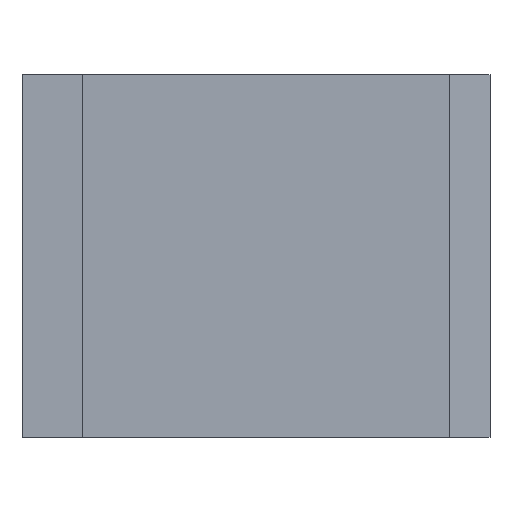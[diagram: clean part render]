
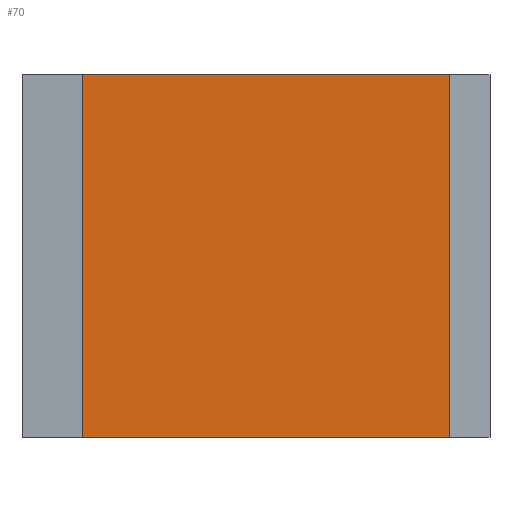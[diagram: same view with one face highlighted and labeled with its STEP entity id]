
A CAD part, left-side view. The second image highlights one B-rep face of the part: STEP entity #70.
In plain terms, the highlighted planar face has unit normal (-1, 0, 0).
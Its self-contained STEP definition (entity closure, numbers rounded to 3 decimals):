
#70 = ADVANCED_FACE( '', ( #145 ), #146, .F. );
#145 = FACE_OUTER_BOUND( '', #222, .T. );
#146 = PLANE( '', #223 );
#222 = EDGE_LOOP( '', ( #372, #373, #374, #375 ) );
#223 = AXIS2_PLACEMENT_3D( '', #376, #377, #378 );
#372 = ORIENTED_EDGE( '', *, *, #469, .T. );
#373 = ORIENTED_EDGE( '', *, *, #482, .F. );
#374 = ORIENTED_EDGE( '', *, *, #458, .F. );
#375 = ORIENTED_EDGE( '', *, *, #483, .T. );
#376 = CARTESIAN_POINT( '', ( -48., 81., 72. ) );
#377 = DIRECTION( '', ( 1., 0., 0. ) );
#378 = DIRECTION( '', ( 0., 0., -1. ) );
#458 = EDGE_CURVE( '', #546, #548, #549, .T. );
#469 = EDGE_CURVE( '', #566, #564, #567, .T. );
#482 = EDGE_CURVE( '', #548, #564, #583, .T. );
#483 = EDGE_CURVE( '', #546, #566, #584, .T. );
#546 = VERTEX_POINT( '', #672 );
#548 = VERTEX_POINT( '', #675 );
#549 = LINE( '', #676, #677 );
#564 = VERTEX_POINT( '', #698 );
#566 = VERTEX_POINT( '', #701 );
#567 = LINE( '', #702, #703 );
#583 = LINE( '', #782, #783 );
#584 = LINE( '', #784, #785 );
#672 = CARTESIAN_POINT( '', ( -48., 81., 72. ) );
#675 = CARTESIAN_POINT( '', ( -48., 8., 72. ) );
#676 = CARTESIAN_POINT( '', ( -48., 81., 72. ) );
#677 = VECTOR( '', #831, 1000. );
#698 = CARTESIAN_POINT( '', ( -48., 8., 0. ) );
#701 = CARTESIAN_POINT( '', ( -48., 81., 0. ) );
#702 = CARTESIAN_POINT( '', ( -48., 81., 0. ) );
#703 = VECTOR( '', #845, 1000. );
#782 = CARTESIAN_POINT( '', ( -48., 8., 72. ) );
#783 = VECTOR( '', #853, 1000. );
#784 = CARTESIAN_POINT( '', ( -48., 81., 72. ) );
#785 = VECTOR( '', #854, 1000. );
#831 = DIRECTION( '', ( 0., -1., 0. ) );
#845 = DIRECTION( '', ( 0., -1., 0. ) );
#853 = DIRECTION( '', ( 0., 0., -1. ) );
#854 = DIRECTION( '', ( 0., 0., -1. ) );
